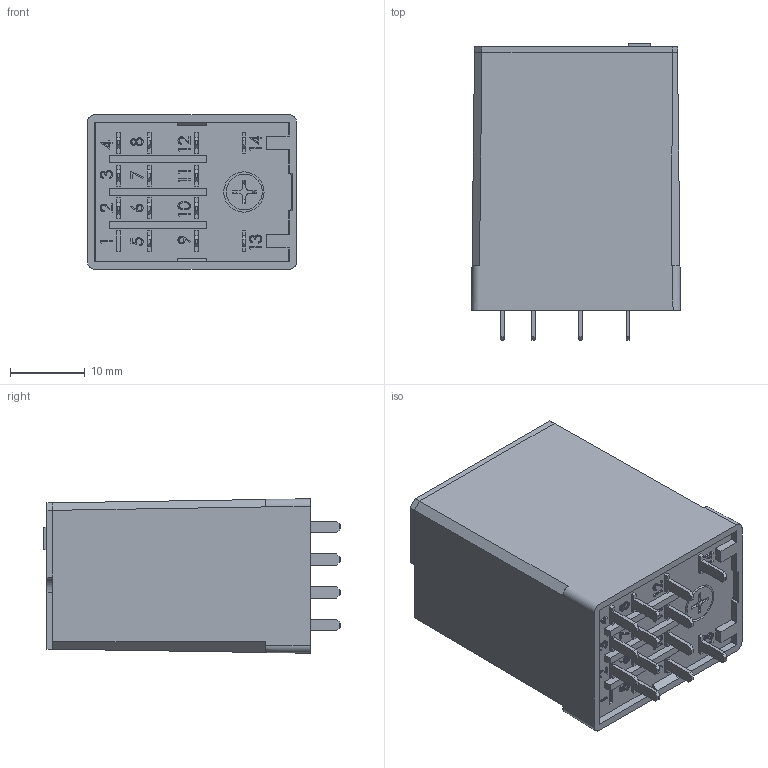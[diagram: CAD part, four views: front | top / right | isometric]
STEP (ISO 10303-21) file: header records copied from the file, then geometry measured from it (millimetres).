
FILE_DESCRIPTION (( 'STEP AP203' ), '1' );
FILE_NAME ('绣脲 邢-瑞2 咸.STEP', '2022-05-16T00:57:32', ( '' ), ( '' ), 'SwSTEP 2.0', 'SolidWorks 2018', '' );
FILE_SCHEMA (( 'CONFIG_CONTROL_DESIGN' ));
Length unit declared in the file: millimetre
Products named in the file (1): 绣脲 邢-瑞2 咸
Bounding box: 28 x 39.7 x 20.7 mm (x, y, z)
Volume: 5804.7 mm3; surface area: 9225.9 mm2
Topology: 1 solids, 16 shells, 858 faces, 2213 edges, 1459 vertices
Faces by surface type: plane 725, bspline 93, cylinder 36, torus 2, cone 2
Full cylindrical faces by diameter (mm): 1.7 x2, 2 x3, 3 x1, 3.2 x3, 4.8 x1, 5 x1, 5.4 x1
Entity records: 30670 total; most frequent: CARTESIAN_POINT 10420, ORIENTED_EDGE 4378, DIRECTION 3590, EDGE_CURVE 2189, LINE 1904, VECTOR 1904, VERTEX_POINT 1451, EDGE_LOOP 952
